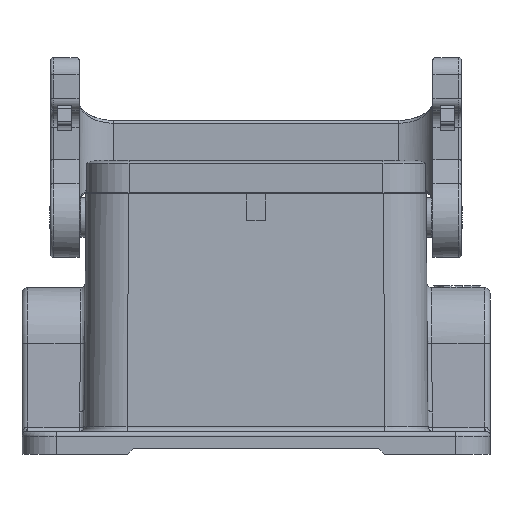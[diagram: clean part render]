
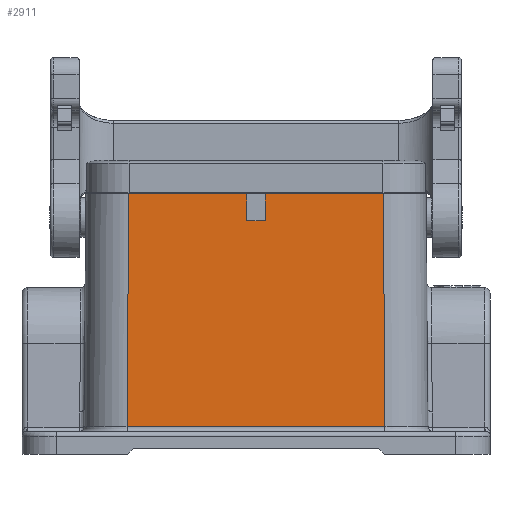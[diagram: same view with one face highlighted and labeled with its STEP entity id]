
A CAD part, front view. The second image highlights one B-rep face of the part: STEP entity #2911.
In plain terms, the highlighted planar face has unit normal (0, -1, 0.006).
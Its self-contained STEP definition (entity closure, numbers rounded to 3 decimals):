
#2401=FACE_OUTER_BOUND('',#4229,.T.);
#2911=ADVANCED_FACE('',(#2401),#3463,.T.);
#3463=PLANE('',#11722);
#4229=EDGE_LOOP('',(#5393,#5394,#5395,#5396,#5397,#5398,#5399,#5400));
#5393=ORIENTED_EDGE('',*,*,#8896,.T.);
#5394=ORIENTED_EDGE('',*,*,#8897,.T.);
#5395=ORIENTED_EDGE('',*,*,#8898,.T.);
#5396=ORIENTED_EDGE('',*,*,#8675,.T.);
#5397=ORIENTED_EDGE('',*,*,#8899,.F.);
#5398=ORIENTED_EDGE('',*,*,#8900,.F.);
#5399=ORIENTED_EDGE('',*,*,#8901,.F.);
#5400=ORIENTED_EDGE('',*,*,#8681,.T.);
#7806=VERTEX_POINT('',#15727);
#7807=VERTEX_POINT('',#15728);
#7810=VERTEX_POINT('',#15736);
#7811=VERTEX_POINT('',#15738);
#7997=VERTEX_POINT('',#16195);
#7998=VERTEX_POINT('',#16197);
#7999=VERTEX_POINT('',#16200);
#8000=VERTEX_POINT('',#16202);
#8675=EDGE_CURVE('',#7806,#7807,#9960,.T.);
#8681=EDGE_CURVE('',#7811,#7810,#9962,.T.);
#8896=EDGE_CURVE('',#7810,#7997,#10102,.T.);
#8897=EDGE_CURVE('',#7997,#7998,#10103,.T.);
#8898=EDGE_CURVE('',#7998,#7806,#10104,.T.);
#8899=EDGE_CURVE('',#7999,#7807,#10105,.T.);
#8900=EDGE_CURVE('',#8000,#7999,#10106,.T.);
#8901=EDGE_CURVE('',#7811,#8000,#10107,.T.);
#9960=LINE('',#15726,#10646);
#9962=LINE('',#15737,#10648);
#10102=LINE('',#16194,#10788);
#10103=LINE('',#16196,#10789);
#10104=LINE('',#16198,#10790);
#10105=LINE('',#16199,#10791);
#10106=LINE('',#16201,#10792);
#10107=LINE('',#16203,#10793);
#10646=VECTOR('',#12724,1.);
#10648=VECTOR('',#12734,1.);
#10788=VECTOR('',#13096,1.);
#10789=VECTOR('',#13097,1.);
#10790=VECTOR('',#13098,1.);
#10791=VECTOR('',#13099,1.);
#10792=VECTOR('',#13100,1.);
#10793=VECTOR('',#13101,1.);
#11722=AXIS2_PLACEMENT_3D('',#16204,#13102,#13103);
#12724=DIRECTION('',(-1.,0.,0.));
#12734=DIRECTION('',(-1.,0.,0.));
#13096=DIRECTION('',(-0.007,-0.006,-1.));
#13097=DIRECTION('',(1.,0.,0.));
#13098=DIRECTION('',(-0.007,0.006,1.));
#13099=DIRECTION('',(0.,0.006,1.));
#13100=DIRECTION('',(1.,0.,0.));
#13101=DIRECTION('',(0.,-0.006,-1.));
#13102=DIRECTION('',(0.,-1.,0.006));
#13103=DIRECTION('',(0.,0.006,1.));
#15726=CARTESIAN_POINT('',(45.1,-21.5,5.7));
#15727=CARTESIAN_POINT('',(22.3,-21.5,5.7));
#15728=CARTESIAN_POINT('',(1.6,-21.5,5.7));
#15736=CARTESIAN_POINT('',(-22.3,-21.5,5.7));
#15737=CARTESIAN_POINT('',(45.1,-21.5,5.7));
#15738=CARTESIAN_POINT('',(-1.6,-21.5,5.7));
#16194=CARTESIAN_POINT('',(-22.597,-21.747,-35.462));
#16195=CARTESIAN_POINT('',(-22.594,-21.745,-35.155));
#16196=CARTESIAN_POINT('',(22.6,-21.745,-35.155));
#16197=CARTESIAN_POINT('',(22.594,-21.745,-35.155));
#16198=CARTESIAN_POINT('',(22.601,-21.751,-36.112));
#16199=CARTESIAN_POINT('',(1.6,-21.75,-35.95));
#16200=CARTESIAN_POINT('',(1.6,-21.528,1.));
#16201=CARTESIAN_POINT('',(45.1,-21.528,1.));
#16202=CARTESIAN_POINT('',(-1.6,-21.528,1.));
#16203=CARTESIAN_POINT('',(-1.6,-21.75,-35.95));
#16204=CARTESIAN_POINT('',(45.1,-21.75,-35.95));
